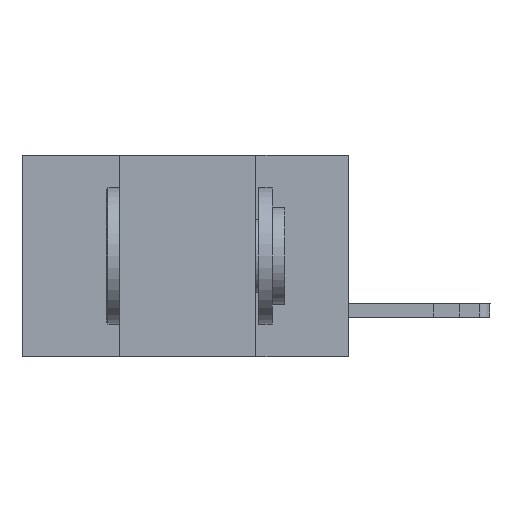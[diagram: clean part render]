
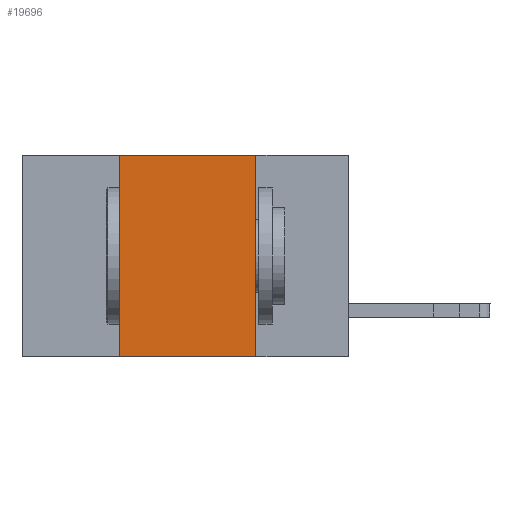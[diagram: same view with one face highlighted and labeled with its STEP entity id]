
A CAD part, left-side view. The second image highlights one B-rep face of the part: STEP entity #19696.
In plain terms, the highlighted planar face has unit normal (-1, 0, 0).
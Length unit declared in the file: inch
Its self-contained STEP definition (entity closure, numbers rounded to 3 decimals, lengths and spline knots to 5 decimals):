
#469 = DIRECTION ( 'NONE',  ( 0., 0., -1. ) ) ;
#676 = CARTESIAN_POINT ( 'NONE',  ( 0., 0.42, -0.37 ) ) ;
#832 = VERTEX_POINT ( 'NONE', #15466 ) ;
#1206 = VERTEX_POINT ( 'NONE', #8161 ) ;
#2551 = LINE ( 'NONE', #7367, #4577 ) ;
#3509 = ORIENTED_EDGE ( 'NONE', *, *, #5040, .F. ) ;
#3995 = DIRECTION ( 'NONE',  ( 1., 0., 0. ) ) ;
#4012 = LINE ( 'NONE', #8827, #15768 ) ;
#4577 = VECTOR ( 'NONE', #18825, 39.37008 ) ;
#5008 = EDGE_CURVE ( 'NONE', #5494, #1206, #2551, .T. ) ;
#5040 = EDGE_CURVE ( 'NONE', #6871, #832, #7251, .T. ) ;
#5494 = VERTEX_POINT ( 'NONE', #15724 ) ;
#6871 = VERTEX_POINT ( 'NONE', #11568 ) ;
#7251 = LINE ( 'NONE', #676, #19528 ) ;
#7259 = EDGE_LOOP ( 'NONE', ( #12674, #17170, #3509, #12632 ) ) ;
#7341 = LINE ( 'NONE', #17374, #19974 ) ;
#7367 = CARTESIAN_POINT ( 'NONE',  ( 0., 0.17, -0.37 ) ) ;
#7590 = DIRECTION ( 'NONE',  ( 0., 0., 1. ) ) ;
#7674 = EDGE_CURVE ( 'NONE', #6871, #1206, #4012, .T. ) ;
#8161 = CARTESIAN_POINT ( 'NONE',  ( 0., 0.17, -0.37 ) ) ;
#8827 = CARTESIAN_POINT ( 'NONE',  ( 0., 0.6, -0.37 ) ) ;
#10437 = FACE_OUTER_BOUND ( 'NONE', #7259, .T. ) ;
#10822 = EDGE_CURVE ( 'NONE', #832, #5494, #7341, .T. ) ;
#10828 = DIRECTION ( 'NONE',  ( 0., -1., 0. ) ) ;
#11568 = CARTESIAN_POINT ( 'NONE',  ( 0., 0.42, -0.37 ) ) ;
#11948 = CARTESIAN_POINT ( 'NONE',  ( 0., 0.6, 0. ) ) ;
#12632 = ORIENTED_EDGE ( 'NONE', *, *, #7674, .T. ) ;
#12674 = ORIENTED_EDGE ( 'NONE', *, *, #5008, .F. ) ;
#14272 = AXIS2_PLACEMENT_3D ( 'NONE', #11948, #3995, #469 ) ;
#15466 = CARTESIAN_POINT ( 'NONE',  ( 0., 0.42, 0. ) ) ;
#15724 = CARTESIAN_POINT ( 'NONE',  ( 0., 0.17, 0. ) ) ;
#15768 = VECTOR ( 'NONE', #18954, 39.37008 ) ;
#17170 = ORIENTED_EDGE ( 'NONE', *, *, #10822, .F. ) ;
#17374 = CARTESIAN_POINT ( 'NONE',  ( 0., 0.6, 0. ) ) ;
#18825 = DIRECTION ( 'NONE',  ( 0., 0., -1. ) ) ;
#18940 = PLANE ( 'NONE',  #14272 ) ;
#18954 = DIRECTION ( 'NONE',  ( 0., -1., 0. ) ) ;
#19528 = VECTOR ( 'NONE', #7590, 39.37008 ) ;
#19696 = ADVANCED_FACE ( 'NONE', ( #10437 ), #18940, .F. ) ;
#19974 = VECTOR ( 'NONE', #10828, 39.37008 ) ;
